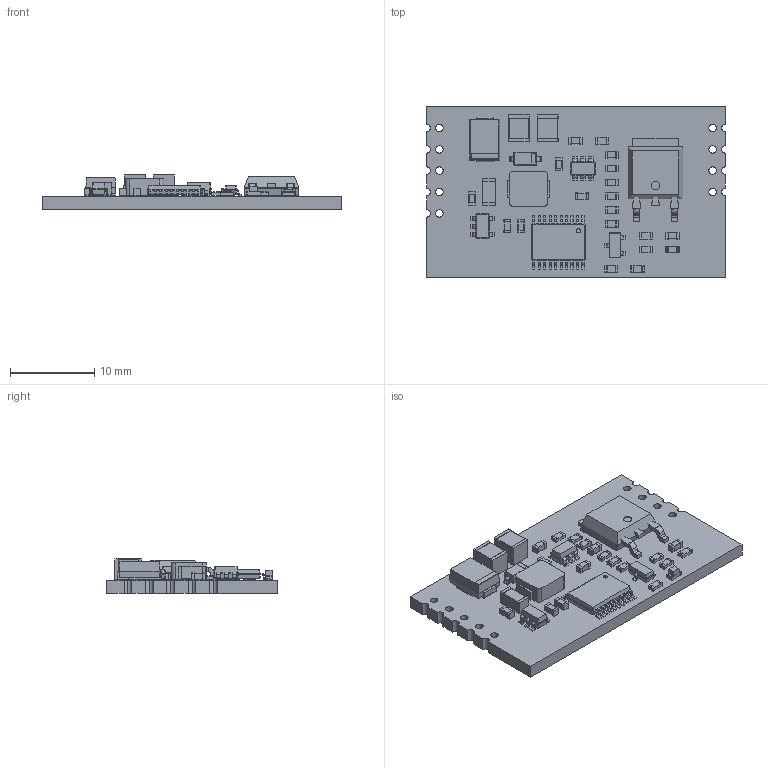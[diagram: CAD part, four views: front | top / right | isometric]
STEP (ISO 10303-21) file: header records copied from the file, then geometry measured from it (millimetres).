
FILE_DESCRIPTION(('KiCad electronic assembly'),'2;1');
FILE_NAME('Hot_Dehumi_V2.step','2023-12-19T10:37:32',('Pcbnew'),('Kicad' ),'Open CASCADE STEP processor 7.6','KiCad to STEP converter', 'Unknown');
FILE_SCHEMA(('AUTOMOTIVE_DESIGN { 1 0 10303 214 1 1 1 1 }'));
Length unit declared in the file: millimetre
Products named in the file (28): Hot_Dehumi_V2 1; LED_0603_1608Metric; SOLID; TO-252-2; COMPOUND; C_1206_3216Metric; R_0603_1608Metric; D_SOD-123; C_0603_1608Metric; C_1210_3225Metric; SOT-23-6; IND0420; SOT-23-5; TSSOP-20_4.4x6.5mm_P0.65mm; D_SMB; SOT-23; PCB
Assembly tree (44 placements, depth 3):
  Hot_Dehumi_V2 1
    LED_0603_1608Metric
      SOLID
    TO-252-2
      COMPOUND
    C_1206_3216Metric
      SOLID
    R_0603_1608Metric  x10
      SOLID
    D_SOD-123
      SOLID
    C_0603_1608Metric  x8
      SOLID
    C_1210_3225Metric  x2
      SOLID
    SOT-23-6
      SOLID
    IND0420
      SOLID
    SOT-23-5
      SOLID
    TSSOP-20_4.4x6.5mm_P0.65mm
      SOLID
    D_SMB
      SOLID
    SOT-23
      SOLID
    PCB
Bounding box: 35.56 x 20.32 x 4.13 mm (x, y, z)
Volume: 1415.2 mm3; surface area: 2431.3 mm2
Topology: 35 solids, 35 shells, 1510 faces, 3899 edges, 2486 vertices
Faces by surface type: plane 935, cylinder 409, bspline 166
Full cylindrical faces by diameter (mm): 0.5 x1, 0.9 x9, 1 x1
Entity records: 74337 total; most frequent: CARTESIAN_POINT 13822, DIRECTION 9657, LINE 6612, VECTOR 6612, ORIENTED_EDGE 5422, PCURVE 5422, DEFINITIONAL_REPRESENTATION 5422, EDGE_CURVE 2711
